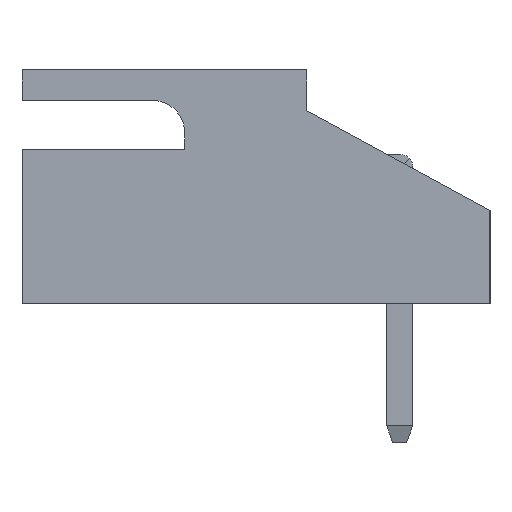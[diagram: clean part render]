
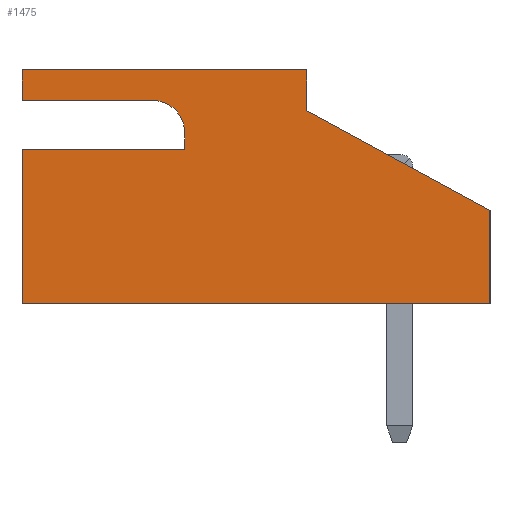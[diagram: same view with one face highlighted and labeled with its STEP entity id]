
A CAD part, left-side view. The second image highlights one B-rep face of the part: STEP entity #1475.
In plain terms, the highlighted planar face has unit normal (-1, 0, 0).
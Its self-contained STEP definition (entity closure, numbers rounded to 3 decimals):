
#85 = CARTESIAN_POINT ( 'NONE',  ( -18.75, 3., 1.325 ) ) ;
#224 = EDGE_CURVE ( 'NONE', #5172, #5747, #3281, .T. ) ;
#250 = VECTOR ( 'NONE', #2579, 1000. ) ;
#254 = CARTESIAN_POINT ( 'NONE',  ( -18.75, 7., -2.875 ) ) ;
#332 = CARTESIAN_POINT ( 'NONE',  ( -18.75, 7., -2.875 ) ) ;
#401 = CARTESIAN_POINT ( 'NONE',  ( -18.75, 7., 2.125 ) ) ;
#806 = LINE ( 'NONE', #5438, #5600 ) ;
#880 = ORIENTED_EDGE ( 'NONE', *, *, #224, .T. ) ;
#942 = LINE ( 'NONE', #3338, #3398 ) ;
#948 = ORIENTED_EDGE ( 'NONE', *, *, #2679, .F. ) ;
#1115 = EDGE_CURVE ( 'NONE', #4837, #6730, #1440, .T. ) ;
#1225 = VERTEX_POINT ( 'NONE', #4031 ) ;
#1275 = CARTESIAN_POINT ( 'NONE',  ( -18.75, 0., 1.875 ) ) ;
#1440 = LINE ( 'NONE', #3264, #250 ) ;
#1475 = ADVANCED_FACE ( 'NONE', ( #2075 ), #4889, .F. ) ;
#1484 = VECTOR ( 'NONE', #6969, 1000. ) ;
#1598 = ORIENTED_EDGE ( 'NONE', *, *, #2127, .T. ) ;
#1795 = EDGE_CURVE ( 'NONE', #2928, #3141, #942, .T. ) ;
#1852 = CARTESIAN_POINT ( 'NONE',  ( -18.75, 3.8, 1.325 ) ) ;
#1888 = DIRECTION ( 'NONE',  ( 1., 0., 0. ) ) ;
#1972 = VECTOR ( 'NONE', #3416, 1000. ) ;
#1985 = ORIENTED_EDGE ( 'NONE', *, *, #3008, .T. ) ;
#2075 = FACE_OUTER_BOUND ( 'NONE', #4452, .T. ) ;
#2093 = VECTOR ( 'NONE', #2605, 1000. ) ;
#2127 = EDGE_CURVE ( 'NONE', #5747, #1225, #4030, .T. ) ;
#2160 = EDGE_CURVE ( 'NONE', #3857, #3141, #4812, .T. ) ;
#2455 = CARTESIAN_POINT ( 'NONE',  ( -18.75, 7., 2.875 ) ) ;
#2534 = AXIS2_PLACEMENT_3D ( 'NONE', #332, #7217, #6112 ) ;
#2547 = DIRECTION ( 'NONE',  ( 0., -0.878, -0.478 ) ) ;
#2579 = DIRECTION ( 'NONE',  ( 0., 1., 0. ) ) ;
#2605 = DIRECTION ( 'NONE',  ( 0., 0., 1. ) ) ;
#2679 = EDGE_CURVE ( 'NONE', #2928, #5822, #806, .T. ) ;
#2928 = VERTEX_POINT ( 'NONE', #1275 ) ;
#3008 = EDGE_CURVE ( 'NONE', #1225, #4837, #5968, .T. ) ;
#3076 = CARTESIAN_POINT ( 'NONE',  ( -18.75, 7., -2.875 ) ) ;
#3106 = LINE ( 'NONE', #254, #2093 ) ;
#3141 = VERTEX_POINT ( 'NONE', #4933 ) ;
#3149 = ORIENTED_EDGE ( 'NONE', *, *, #6056, .T. ) ;
#3160 = ORIENTED_EDGE ( 'NONE', *, *, #1115, .T. ) ;
#3264 = CARTESIAN_POINT ( 'NONE',  ( -18.75, 7., 0.925 ) ) ;
#3281 = LINE ( 'NONE', #401, #6614 ) ;
#3338 = CARTESIAN_POINT ( 'NONE',  ( -18.75, 0., -2.875 ) ) ;
#3398 = VECTOR ( 'NONE', #4962, 1000. ) ;
#3416 = DIRECTION ( 'NONE',  ( 0., 0., -1. ) ) ;
#3448 = CARTESIAN_POINT ( 'NONE',  ( -18.75, 3., 0.925 ) ) ;
#3462 = CARTESIAN_POINT ( 'NONE',  ( -18.75, 7., -2.875 ) ) ;
#3640 = DIRECTION ( 'NONE',  ( 0., 0., -1. ) ) ;
#3710 = DIRECTION ( 'NONE',  ( 0., -1., 0. ) ) ;
#3777 = AXIS2_PLACEMENT_3D ( 'NONE', #1852, #1888, #3640 ) ;
#3857 = VERTEX_POINT ( 'NONE', #5851 ) ;
#3881 = EDGE_CURVE ( 'NONE', #5440, #6730, #5889, .T. ) ;
#4030 = CIRCLE ( 'NONE', #3777, 0.8 ) ;
#4031 = CARTESIAN_POINT ( 'NONE',  ( -18.75, 3., 1.325 ) ) ;
#4046 = EDGE_CURVE ( 'NONE', #5172, #3857, #3106, .T. ) ;
#4140 = CARTESIAN_POINT ( 'NONE',  ( -18.75, 3.8, 2.125 ) ) ;
#4362 = EDGE_CURVE ( 'NONE', #5822, #7302, #5733, .T. ) ;
#4452 = EDGE_LOOP ( 'NONE', ( #5017, #880, #1598, #1985, #3160, #7359, #3149, #7402, #948, #5333, #5406 ) ) ;
#4757 = VECTOR ( 'NONE', #3710, 1000. ) ;
#4812 = LINE ( 'NONE', #2455, #4757 ) ;
#4817 = CARTESIAN_POINT ( 'NONE',  ( -18.75, -4.5, -0.575 ) ) ;
#4837 = VERTEX_POINT ( 'NONE', #3448 ) ;
#4889 = PLANE ( 'NONE',  #2534 ) ;
#4933 = CARTESIAN_POINT ( 'NONE',  ( -18.75, 0., 2.875 ) ) ;
#4962 = DIRECTION ( 'NONE',  ( 0., 0., 1. ) ) ;
#4996 = LINE ( 'NONE', #5110, #7440 ) ;
#5017 = ORIENTED_EDGE ( 'NONE', *, *, #4046, .F. ) ;
#5072 = DIRECTION ( 'NONE',  ( 0., -1., 0. ) ) ;
#5110 = CARTESIAN_POINT ( 'NONE',  ( -18.75, 7., -2.875 ) ) ;
#5172 = VERTEX_POINT ( 'NONE', #6707 ) ;
#5333 = ORIENTED_EDGE ( 'NONE', *, *, #1795, .T. ) ;
#5406 = ORIENTED_EDGE ( 'NONE', *, *, #2160, .F. ) ;
#5434 = CARTESIAN_POINT ( 'NONE',  ( -18.75, 7., 0.925 ) ) ;
#5438 = CARTESIAN_POINT ( 'NONE',  ( -18.75, 0., 1.875 ) ) ;
#5440 = VERTEX_POINT ( 'NONE', #3076 ) ;
#5600 = VECTOR ( 'NONE', #2547, 1000. ) ;
#5643 = DIRECTION ( 'NONE',  ( 0., -1., 0. ) ) ;
#5733 = LINE ( 'NONE', #6305, #1972 ) ;
#5747 = VERTEX_POINT ( 'NONE', #4140 ) ;
#5822 = VERTEX_POINT ( 'NONE', #4817 ) ;
#5848 = VECTOR ( 'NONE', #7044, 1000. ) ;
#5851 = CARTESIAN_POINT ( 'NONE',  ( -18.75, 7., 2.875 ) ) ;
#5889 = LINE ( 'NONE', #3462, #1484 ) ;
#5968 = LINE ( 'NONE', #85, #5848 ) ;
#6056 = EDGE_CURVE ( 'NONE', #5440, #7302, #4996, .T. ) ;
#6112 = DIRECTION ( 'NONE',  ( 0., 0., -1. ) ) ;
#6305 = CARTESIAN_POINT ( 'NONE',  ( -18.75, -4.5, -0.575 ) ) ;
#6614 = VECTOR ( 'NONE', #5643, 1000. ) ;
#6707 = CARTESIAN_POINT ( 'NONE',  ( -18.75, 7., 2.125 ) ) ;
#6730 = VERTEX_POINT ( 'NONE', #5434 ) ;
#6969 = DIRECTION ( 'NONE',  ( 0., 0., 1. ) ) ;
#7044 = DIRECTION ( 'NONE',  ( 0., 0., -1. ) ) ;
#7217 = DIRECTION ( 'NONE',  ( 1., 0., 0. ) ) ;
#7302 = VERTEX_POINT ( 'NONE', #7452 ) ;
#7359 = ORIENTED_EDGE ( 'NONE', *, *, #3881, .F. ) ;
#7402 = ORIENTED_EDGE ( 'NONE', *, *, #4362, .F. ) ;
#7440 = VECTOR ( 'NONE', #5072, 1000. ) ;
#7452 = CARTESIAN_POINT ( 'NONE',  ( -18.75, -4.5, -2.875 ) ) ;
